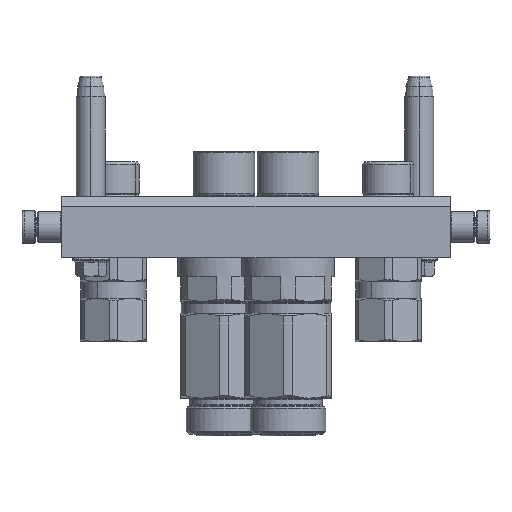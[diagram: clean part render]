
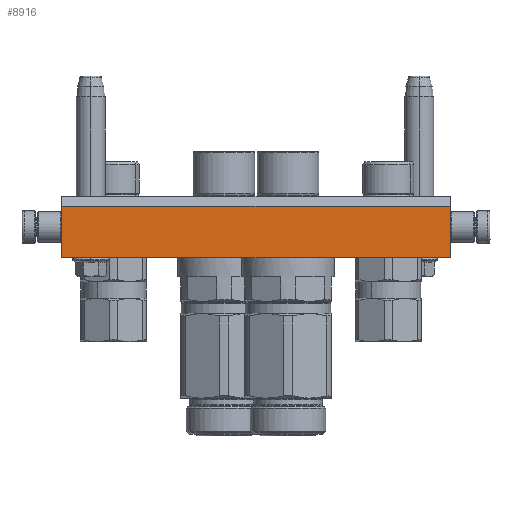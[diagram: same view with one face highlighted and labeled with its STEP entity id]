
A CAD part, left-side view. The second image highlights one B-rep face of the part: STEP entity #8916.
In plain terms, the highlighted face is planar.
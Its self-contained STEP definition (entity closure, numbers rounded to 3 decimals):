
#64 = LINE ( 'NONE', #39227, #3252 ) ;
#1522 = EDGE_CURVE ( 'NONE', #46073, #27735, #32531, .T. ) ;
#2964 = PLANE ( 'NONE',  #11383 ) ;
#3252 = VECTOR ( 'NONE', #47126, 1000. ) ;
#6827 = DIRECTION ( 'NONE',  ( -1., 0., 0. ) ) ;
#8218 = CARTESIAN_POINT ( 'NONE',  ( 94., -10., -45. ) ) ;
#8916 = ADVANCED_FACE ( 'NONE', ( #11862 ), #2964, .T. ) ;
#10963 = VECTOR ( 'NONE', #40217, 1000. ) ;
#10967 = VECTOR ( 'NONE', #19732, 1000. ) ;
#11383 = AXIS2_PLACEMENT_3D ( 'NONE', #23434, #22922, #6827 ) ;
#11862 = FACE_OUTER_BOUND ( 'NONE', #51182, .T. ) ;
#12470 = VECTOR ( 'NONE', #49012, 1000. ) ;
#13357 = CARTESIAN_POINT ( 'NONE',  ( 94., 15., -45. ) ) ;
#19103 = CARTESIAN_POINT ( 'NONE',  ( -94., -10., -45. ) ) ;
#19732 = DIRECTION ( 'NONE',  ( 0., 1., 0. ) ) ;
#20665 = CARTESIAN_POINT ( 'NONE',  ( 94., 15., -45. ) ) ;
#21199 = ORIENTED_EDGE ( 'NONE', *, *, #1522, .F. ) ;
#22922 = DIRECTION ( 'NONE',  ( 0., 0., -1. ) ) ;
#23434 = CARTESIAN_POINT ( 'NONE',  ( 94., -15., -45. ) ) ;
#27735 = VERTEX_POINT ( 'NONE', #44907 ) ;
#28708 = LINE ( 'NONE', #8218, #10967 ) ;
#32531 = LINE ( 'NONE', #19103, #10963 ) ;
#35120 = VERTEX_POINT ( 'NONE', #13357 ) ;
#39227 = CARTESIAN_POINT ( 'NONE',  ( -94., -10., -45. ) ) ;
#40217 = DIRECTION ( 'NONE',  ( 1., 0., 0. ) ) ;
#40389 = ORIENTED_EDGE ( 'NONE', *, *, #45059, .F. ) ;
#43543 = LINE ( 'NONE', #20665, #12470 ) ;
#43604 = CARTESIAN_POINT ( 'NONE',  ( -94., 15., -45. ) ) ;
#44431 = CARTESIAN_POINT ( 'NONE',  ( -94., -10., -45. ) ) ;
#44907 = CARTESIAN_POINT ( 'NONE',  ( 94., -10., -45. ) ) ;
#45059 = EDGE_CURVE ( 'NONE', #35120, #47011, #43543, .T. ) ;
#46073 = VERTEX_POINT ( 'NONE', #44431 ) ;
#47011 = VERTEX_POINT ( 'NONE', #43604 ) ;
#47126 = DIRECTION ( 'NONE',  ( 0., 1., 0. ) ) ;
#49012 = DIRECTION ( 'NONE',  ( -1., 0., 0. ) ) ;
#51028 = ORIENTED_EDGE ( 'NONE', *, *, #51118, .F. ) ;
#51118 = EDGE_CURVE ( 'NONE', #27735, #35120, #28708, .T. ) ;
#51182 = EDGE_LOOP ( 'NONE', ( #52079, #40389, #51028, #21199 ) ) ;
#52079 = ORIENTED_EDGE ( 'NONE', *, *, #52323, .T. ) ;
#52323 = EDGE_CURVE ( 'NONE', #46073, #47011, #64, .T. ) ;
